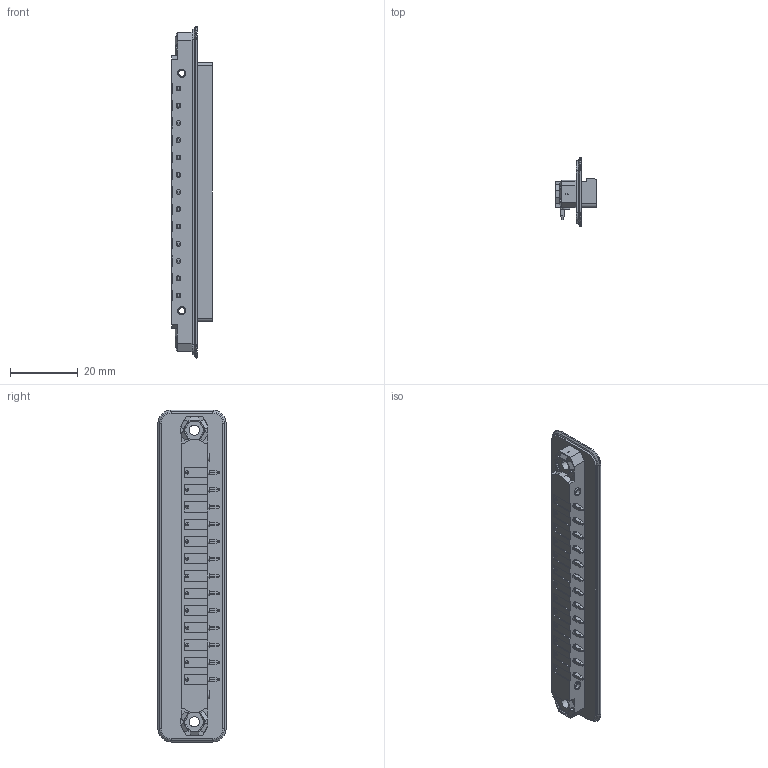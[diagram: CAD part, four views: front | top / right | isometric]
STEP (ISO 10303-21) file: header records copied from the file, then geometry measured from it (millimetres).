
FILE_DESCRIPTION(('STEP AP214'),'1');
FILE_NAME('1899090.stp','2016-07-05T05:31:56',('TraceParts'),('TraceParts S.A.'),'Spatial InterOp 3D',' ',' ');
FILE_SCHEMA(('automotive_design'));
Length unit declared in the file: millimetre
Products named in the file (1): dfk-mstba_2.5-13-gf-5.08|1#dfk-mstba_2.5-13-gf-5.08;dfk-mstba_2.5-13-gf-5.08
Bounding box: 12 x 20.07 x 97.67 mm (x, y, z)
Volume: 5999.7 mm3; surface area: 8372.6 mm2
Topology: 1 solids, 1 shells, 1289 faces, 2893 edges, 1708 vertices
Faces by surface type: plane 1036, cylinder 147, sphere 52, cone 34, torus 20
Entity records: 45501 total; most frequent: CARTESIAN_POINT 6203, DIRECTION 6145, ORIENTED_EDGE 5786, EDGE_CURVE 2893, LINE 2169, VECTOR 2169, AXIS2_PLACEMENT_3D 1988, VERTEX_POINT 1708
